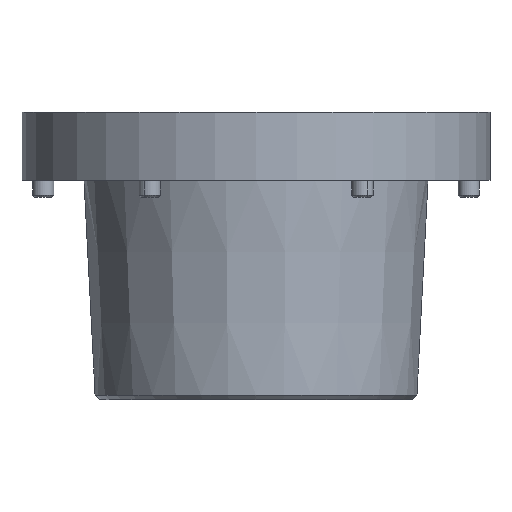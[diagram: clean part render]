
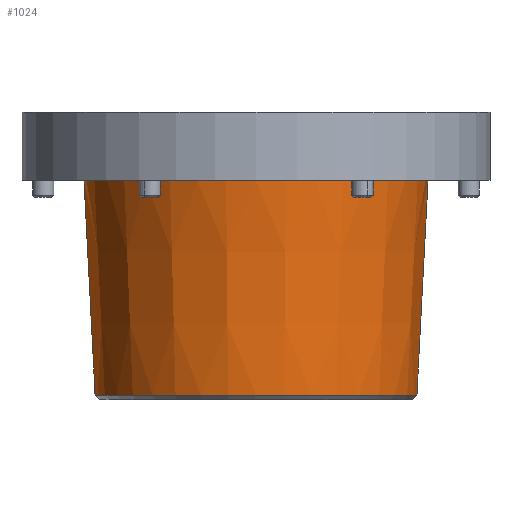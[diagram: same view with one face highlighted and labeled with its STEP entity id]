
A CAD part, front view. The second image highlights one B-rep face of the part: STEP entity #1024.
In plain terms, the highlighted conical face has half-angle 2.961 degrees and reference radius 37.765 mm.
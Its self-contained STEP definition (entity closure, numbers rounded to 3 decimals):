
#25 = ORIENTED_EDGE ( 'NONE', *, *, #153, .T. ) ;
#55 = ORIENTED_EDGE ( 'NONE', *, *, #2767, .T. ) ;
#56 = FACE_OUTER_BOUND ( 'NONE', #3062, .T. ) ;
#94 = LINE ( 'NONE', #2640, #2391 ) ;
#140 = EDGE_CURVE ( 'NONE', #817, #365, #3479, .T. ) ;
#153 = EDGE_CURVE ( 'NONE', #1703, #1296, #244, .T. ) ;
#243 = CARTESIAN_POINT ( 'NONE',  ( 0., 0., 28.555 ) ) ;
#244 = CIRCLE ( 'NONE', #2318, 37.819 ) ;
#330 = CARTESIAN_POINT ( 'NONE',  ( 0., 0., 79.052 ) ) ;
#358 = EDGE_CURVE ( 'NONE', #1703, #817, #94, .T. ) ;
#365 = VERTEX_POINT ( 'NONE', #1838 ) ;
#497 = CARTESIAN_POINT ( 'NONE',  ( 37.819, 0., 28.555 ) ) ;
#580 = CARTESIAN_POINT ( 'NONE',  ( 37.765, 0., 27.5 ) ) ;
#663 = ORIENTED_EDGE ( 'NONE', *, *, #140, .F. ) ;
#817 = VERTEX_POINT ( 'NONE', #2278 ) ;
#930 = CARTESIAN_POINT ( 'NONE',  ( 0., 0., 27.5 ) ) ;
#1024 = ADVANCED_FACE ( 'NONE', ( #56 ), #2199, .T. ) ;
#1296 = VERTEX_POINT ( 'NONE', #497 ) ;
#1573 = ORIENTED_EDGE ( 'NONE', *, *, #358, .F. ) ;
#1703 = VERTEX_POINT ( 'NONE', #2386 ) ;
#1838 = CARTESIAN_POINT ( 'NONE',  ( 40.431, 0., 79.052 ) ) ;
#1879 = AXIS2_PLACEMENT_3D ( 'NONE', #330, #3636, #3059 ) ;
#2199 = CONICAL_SURFACE ( 'NONE', #3038, 37.765, 0.052 ) ;
#2278 = CARTESIAN_POINT ( 'NONE',  ( -40.431, 0., 79.052 ) ) ;
#2318 = AXIS2_PLACEMENT_3D ( 'NONE', #243, #2900, #3162 ) ;
#2386 = CARTESIAN_POINT ( 'NONE',  ( -37.819, 0., 28.555 ) ) ;
#2391 = VECTOR ( 'NONE', #3237, 1000. ) ;
#2569 = LINE ( 'NONE', #580, #3199 ) ;
#2638 = DIRECTION ( 'NONE',  ( 1., 0., 0. ) ) ;
#2639 = DIRECTION ( 'NONE',  ( 0.052, 0., 0.999 ) ) ;
#2640 = CARTESIAN_POINT ( 'NONE',  ( -37.765, 0., 27.5 ) ) ;
#2767 = EDGE_CURVE ( 'NONE', #1296, #365, #2569, .T. ) ;
#2900 = DIRECTION ( 'NONE',  ( 0., 0., 1. ) ) ;
#3038 = AXIS2_PLACEMENT_3D ( 'NONE', #930, #3441, #2638 ) ;
#3059 = DIRECTION ( 'NONE',  ( 1., 0., 0. ) ) ;
#3062 = EDGE_LOOP ( 'NONE', ( #1573, #25, #55, #663 ) ) ;
#3162 = DIRECTION ( 'NONE',  ( -1., 0., 0. ) ) ;
#3199 = VECTOR ( 'NONE', #2639, 1000. ) ;
#3237 = DIRECTION ( 'NONE',  ( -0.052, 0., 0.999 ) ) ;
#3441 = DIRECTION ( 'NONE',  ( 0., 0., 1. ) ) ;
#3479 = CIRCLE ( 'NONE', #1879, 40.431 ) ;
#3636 = DIRECTION ( 'NONE',  ( 0., 0., 1. ) ) ;
